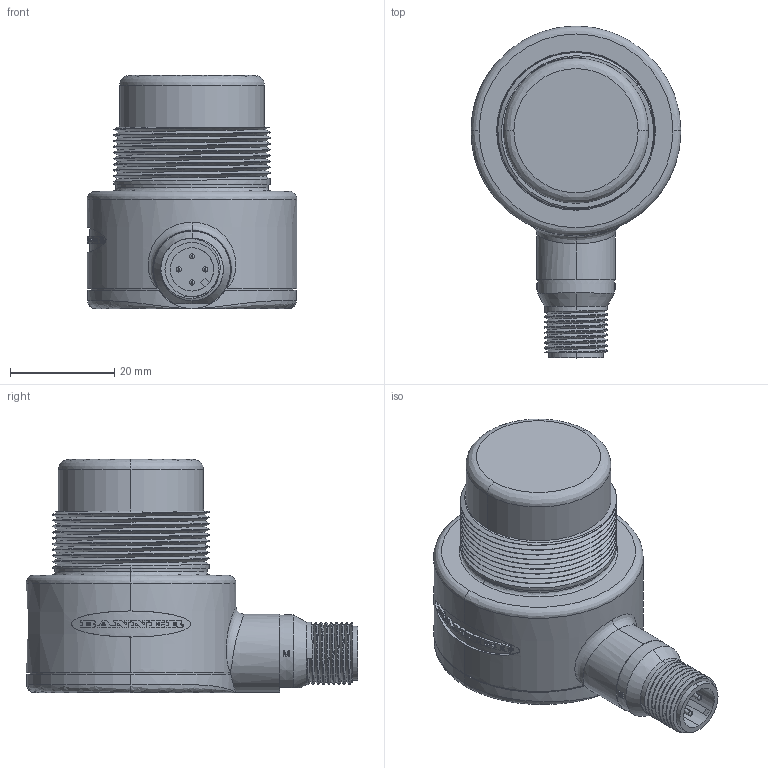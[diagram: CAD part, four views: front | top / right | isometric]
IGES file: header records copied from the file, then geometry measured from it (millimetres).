
Start section:  PTC IGES file: 154440.igs
Global section: file name: 154440.igs; native system: Pro/ENGINEER by Parametric Technology Corporation; preprocessor: 2009141; author: banengservice; organization: Unknown; date: 20101019.110904; units: inch
Bounding box: 40.18 x 63.56 x 44.7 mm (x, y, z)
Volume: 13001.2 mm3; surface area: 18996.1 mm2
Topology: 1 solids, 2 shells, 576 faces, 1516 edges, 989 vertices
Faces by surface type: bspline 241, revolution 183, extrusion 152
